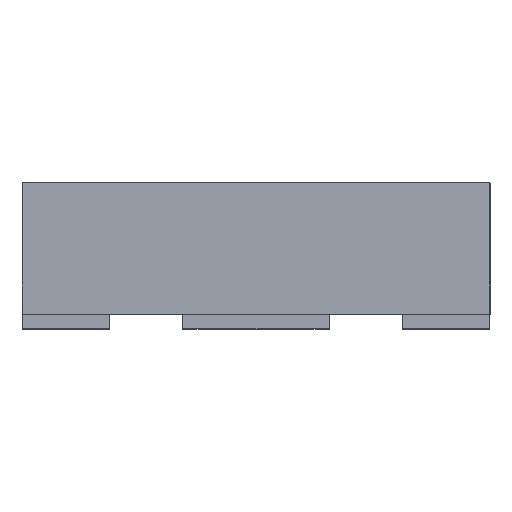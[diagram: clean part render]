
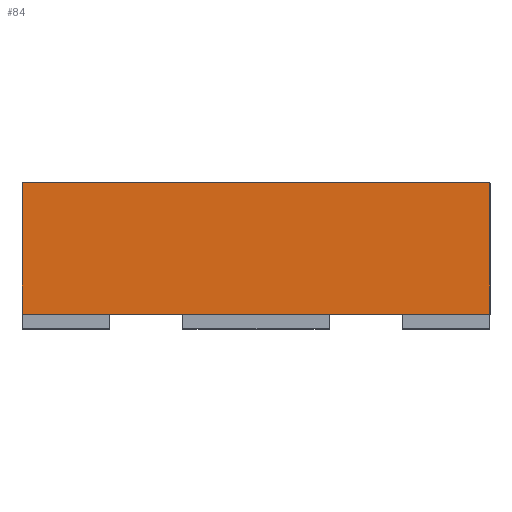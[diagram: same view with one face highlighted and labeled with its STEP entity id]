
A CAD part, top view. The second image highlights one B-rep face of the part: STEP entity #84.
In plain terms, the highlighted planar face has unit normal (0, 0, 1).
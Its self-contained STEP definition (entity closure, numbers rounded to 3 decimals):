
#84 = ADVANCED_FACE ( 'NONE', ( #1590 ), #885, .F. ) ;
#101 = DIRECTION ( 'NONE',  ( 0., -1., 0. ) ) ;
#114 = LINE ( 'NONE', #1894, #1694 ) ;
#304 = VERTEX_POINT ( 'NONE', #997 ) ;
#327 = DIRECTION ( 'NONE',  ( 0., -1., 0. ) ) ;
#333 = VERTEX_POINT ( 'NONE', #1763 ) ;
#428 = AXIS2_PLACEMENT_3D ( 'NONE', #2440, #2029, #2430 ) ;
#492 = EDGE_LOOP ( 'NONE', ( #1817, #1288, #977, #2467 ) ) ;
#527 = VERTEX_POINT ( 'NONE', #643 ) ;
#643 = CARTESIAN_POINT ( 'NONE',  ( 0.8, 0.05, 0.8 ) ) ;
#729 = LINE ( 'NONE', #2304, #2457 ) ;
#740 = EDGE_CURVE ( 'NONE', #333, #304, #1031, .T. ) ;
#808 = EDGE_CURVE ( 'NONE', #304, #527, #729, .T. ) ;
#885 = PLANE ( 'NONE',  #428 ) ;
#977 = ORIENTED_EDGE ( 'NONE', *, *, #808, .T. ) ;
#997 = CARTESIAN_POINT ( 'NONE',  ( -0.8, 0.05, 0.8 ) ) ;
#1031 = LINE ( 'NONE', #2491, #2008 ) ;
#1097 = CARTESIAN_POINT ( 'NONE',  ( 0.8, 0.5, 0.8 ) ) ;
#1218 = LINE ( 'NONE', #2355, #2341 ) ;
#1288 = ORIENTED_EDGE ( 'NONE', *, *, #740, .T. ) ;
#1359 = DIRECTION ( 'NONE',  ( 1., 0., 0. ) ) ;
#1590 = FACE_OUTER_BOUND ( 'NONE', #492, .T. ) ;
#1694 = VECTOR ( 'NONE', #101, 1000. ) ;
#1731 = EDGE_CURVE ( 'NONE', #2130, #527, #114, .T. ) ;
#1763 = CARTESIAN_POINT ( 'NONE',  ( -0.8, 0.5, 0.8 ) ) ;
#1817 = ORIENTED_EDGE ( 'NONE', *, *, #2349, .F. ) ;
#1894 = CARTESIAN_POINT ( 'NONE',  ( 0.8, 3.263, 0.8 ) ) ;
#2008 = VECTOR ( 'NONE', #327, 1000. ) ;
#2029 = DIRECTION ( 'NONE',  ( 0., 0., -1. ) ) ;
#2130 = VERTEX_POINT ( 'NONE', #1097 ) ;
#2304 = CARTESIAN_POINT ( 'NONE',  ( -0.8, 0.05, 0.8 ) ) ;
#2341 = VECTOR ( 'NONE', #1359, 1000. ) ;
#2349 = EDGE_CURVE ( 'NONE', #333, #2130, #1218, .T. ) ;
#2355 = CARTESIAN_POINT ( 'NONE',  ( -0.8, 0.5, 0.8 ) ) ;
#2430 = DIRECTION ( 'NONE',  ( -1., 0., 0. ) ) ;
#2440 = CARTESIAN_POINT ( 'NONE',  ( -0.8, 3.263, 0.8 ) ) ;
#2457 = VECTOR ( 'NONE', #2498, 1000. ) ;
#2467 = ORIENTED_EDGE ( 'NONE', *, *, #1731, .F. ) ;
#2491 = CARTESIAN_POINT ( 'NONE',  ( -0.8, 3.263, 0.8 ) ) ;
#2498 = DIRECTION ( 'NONE',  ( 1., 0., 0. ) ) ;
